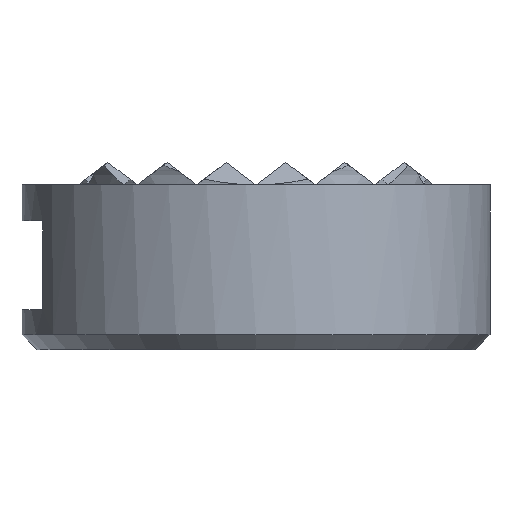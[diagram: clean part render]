
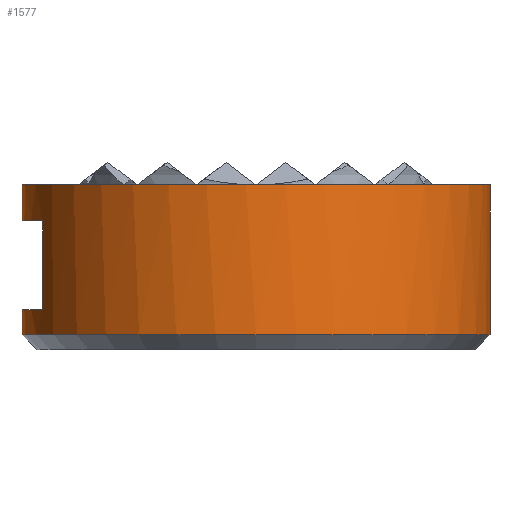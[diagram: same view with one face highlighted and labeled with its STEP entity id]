
A CAD part, front view. The second image highlights one B-rep face of the part: STEP entity #1577.
In plain terms, the highlighted cylindrical face has radius 12.5 mm (diameter 25 mm), a partial arc.
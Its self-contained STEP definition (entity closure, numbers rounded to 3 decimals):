
#815=VERTEX_POINT('',#2043);
#843=VERTEX_POINT('',#2074);
#951=VERTEX_POINT('',#2193);
#953=VERTEX_POINT('',#2195);
#1033=EDGE_CURVE('',#1603,#1633,#2285,.T.);
#1061=EDGE_CURVE('',#953,#1201,#2317,.T.);
#1147=VERTEX_POINT('',#2416);
#1201=VERTEX_POINT('',#2482);
#1289=EDGE_CURVE('',#815,#951,#2583,.T.);
#1509=EDGE_CURVE('',#951,#843,#2834,.T.);
#1515=EDGE_CURVE('',#953,#1651,#2841,.T.);
#1533=EDGE_CURVE('',#843,#1201,#2860,.T.);
#1565=EDGE_CURVE('',#1147,#815,#2897,.T.);
#1577=ADVANCED_FACE('',(#2911),#2912,.T.);
#1603=VERTEX_POINT('',#2942);
#1633=VERTEX_POINT('',#2978);
#1651=VERTEX_POINT('',#2998);
#1675=EDGE_CURVE('',#1147,#1603,#3025,.T.);
#1689=EDGE_CURVE('',#1633,#1651,#3039,.T.);
#2043=CARTESIAN_POINT('',(-12.5,0.,8.8));
#2074=CARTESIAN_POINT('',(12.5,0.,8.8));
#2193=CARTESIAN_POINT('',(12.092,-3.167,8.8));
#2195=CARTESIAN_POINT('',(-12.5,0.,0.8));
#2285=LINE('',#3827,#3828);
#2317=CIRCLE('',#3869,12.5);
#2416=CARTESIAN_POINT('',(-12.5,0.,6.875));
#2482=CARTESIAN_POINT('',(12.5,0.,0.8));
#2583=CIRCLE('',#4226,12.5);
#2834=CIRCLE('',#4570,12.5);
#2841=LINE('',#4578,#4579);
#2860=LINE('',#4613,#4614);
#2897=LINE('',#4666,#4667);
#2911=FACE_OUTER_BOUND('',#4687,.T.);
#2912=CYLINDRICAL_SURFACE('',#4688,12.5);
#2942=CARTESIAN_POINT('',(-11.4,-5.127,6.875));
#2978=CARTESIAN_POINT('',(-11.4,-5.127,2.125));
#2998=CARTESIAN_POINT('',(-12.5,0.,2.125));
#3025=CIRCLE('',#4838,12.5);
#3039=CIRCLE('',#4856,12.5);
#3827=CARTESIAN_POINT('',(-11.4,-5.127,4.8));
#3828=VECTOR('',#5599,1.0);
#3869=AXIS2_PLACEMENT_3D('',#5642,#5643,#5644);
#4226=AXIS2_PLACEMENT_3D('',#6013,#6014,#6015);
#4570=AXIS2_PLACEMENT_3D('',#6318,#6319,#6320);
#4578=CARTESIAN_POINT('',(-12.5,0.,4.8));
#4579=VECTOR('',#6328,1.0);
#4613=CARTESIAN_POINT('',(12.5,0.,4.8));
#4614=VECTOR('',#6343,1.0);
#4666=CARTESIAN_POINT('',(-12.5,0.,4.8));
#4667=VECTOR('',#6391,1.0);
#4687=EDGE_LOOP('',(#6412,#6413,#6414,#6415,#6416,#6417,#6418,#6419,#6420));
#4688=AXIS2_PLACEMENT_3D('',#6421,#6422,#6423);
#4838=AXIS2_PLACEMENT_3D('',#6565,#6566,#6567);
#4856=AXIS2_PLACEMENT_3D('',#6572,#6573,#6574);
#5599=DIRECTION('',(0.,0.,-1.0));
#5642=CARTESIAN_POINT('',(0.,0.,0.8));
#5643=DIRECTION('',(0.,0.,1.0));
#5644=DIRECTION('',(-1.0,0.,0.));
#6013=CARTESIAN_POINT('',(0.,0.,8.8));
#6014=DIRECTION('',(0.,0.,1.0));
#6015=DIRECTION('',(-1.0,0.,0.));
#6318=CARTESIAN_POINT('',(0.,0.,8.8));
#6319=DIRECTION('',(0.,0.,1.0));
#6320=DIRECTION('',(-1.0,0.,0.));
#6328=DIRECTION('',(0.,0.,1.0));
#6343=DIRECTION('',(0.,0.,-1.0));
#6391=DIRECTION('',(0.,0.,1.0));
#6412=ORIENTED_EDGE('',*,*,#1515,.F.);
#6413=ORIENTED_EDGE('',*,*,#1061,.T.);
#6414=ORIENTED_EDGE('',*,*,#1533,.F.);
#6415=ORIENTED_EDGE('',*,*,#1509,.F.);
#6416=ORIENTED_EDGE('',*,*,#1289,.F.);
#6417=ORIENTED_EDGE('',*,*,#1565,.F.);
#6418=ORIENTED_EDGE('',*,*,#1675,.T.);
#6419=ORIENTED_EDGE('',*,*,#1033,.T.);
#6420=ORIENTED_EDGE('',*,*,#1689,.T.);
#6421=CARTESIAN_POINT('',(0.,0.,4.8));
#6422=DIRECTION('',(0.,0.,-1.0));
#6423=DIRECTION('',(-1.0,0.,0.));
#6565=CARTESIAN_POINT('',(0.,0.,6.875));
#6566=DIRECTION('',(0.,0.,1.0));
#6567=DIRECTION('',(-1.0,0.,0.));
#6572=CARTESIAN_POINT('',(0.,0.,2.125));
#6573=DIRECTION('',(0.,0.,-1.0));
#6574=DIRECTION('',(-1.0,0.,0.));
